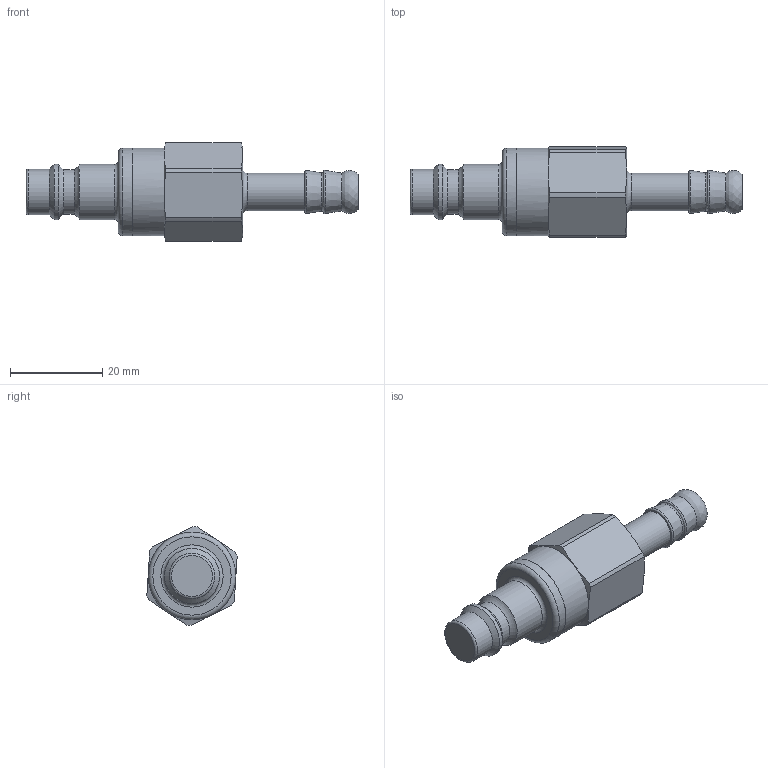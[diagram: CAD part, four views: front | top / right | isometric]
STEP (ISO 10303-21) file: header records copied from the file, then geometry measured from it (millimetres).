
FILE_DESCRIPTION((''),'2;1');
FILE_NAME('25sbtf08rvx.stp','2015-02-17T10:50:03',('IA176480'),(''),'Autodesk Inventor 2013','Autodesk Inventor 2013','');
FILE_SCHEMA(('AUTOMOTIVE_DESIGN { 1 0 10303 214 1 1 1 1 }'));
Length unit declared in the file: millimetre
Products named in the file (1): D113414
Bounding box: 72 x 19.58 x 21.4 mm (x, y, z)
Volume: 11294.8 mm3; surface area: 4433.3 mm2
Topology: 1 solids, 3 shells, 58 faces, 121 edges, 73 vertices
Faces by surface type: cylinder 18, plane 16, cone 12, torus 10, bspline 2
Full cylindrical faces by diameter (mm): 8.1 x1, 9.75 x1, 9.9 x1, 12 x2, 14.5 x1, 14.786 x1, 15.1 x1, 16 x2, 18.95 x1, 19 x1
Entity records: 1623 total; most frequent: CARTESIAN_POINT 462, DIRECTION 236, ORIENTED_EDGE 174, AXIS2_PLACEMENT_3D 112, EDGE_LOOP 95, EDGE_CURVE 87, VERTEX_POINT 68, FACE_OUTER_BOUND 58
